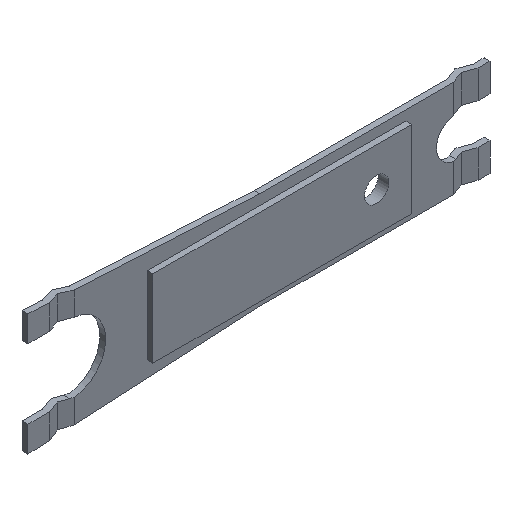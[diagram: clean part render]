
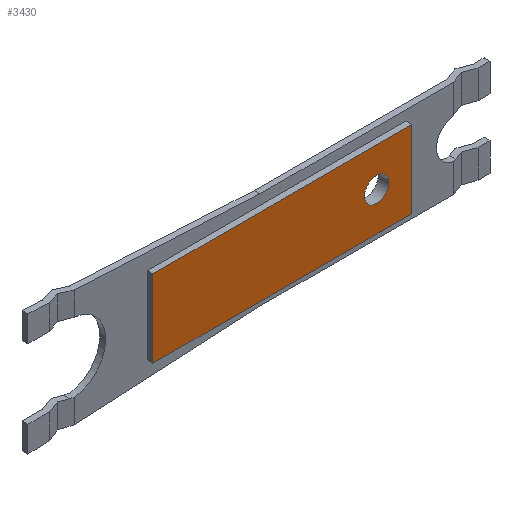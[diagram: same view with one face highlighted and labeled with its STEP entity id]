
A CAD part, isometric view. The second image highlights one B-rep face of the part: STEP entity #3430.
In plain terms, the highlighted planar face has unit normal (0, -1, 0).
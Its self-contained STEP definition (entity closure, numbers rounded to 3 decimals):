
#162 = EDGE_LOOP ( 'NONE', ( #5565, #4999, #6249, #5669 ) ) ;
#473 = VECTOR ( 'NONE', #2143, 1000. ) ;
#544 = EDGE_LOOP ( 'NONE', ( #3343 ) ) ;
#766 = LINE ( 'NONE', #5001, #7316 ) ;
#981 = VECTOR ( 'NONE', #1763, 1000. ) ;
#1033 = LINE ( 'NONE', #1933, #981 ) ;
#1576 = FACE_BOUND ( 'NONE', #544, .T. ) ;
#1688 = VERTEX_POINT ( 'NONE', #2290 ) ;
#1726 = EDGE_CURVE ( 'NONE', #2460, #4160, #2167, .T. ) ;
#1763 = DIRECTION ( 'NONE',  ( -1., 0., 0. ) ) ;
#1933 = CARTESIAN_POINT ( 'NONE',  ( -46., -1.2, 7.95 ) ) ;
#1967 = VECTOR ( 'NONE', #5813, 1000. ) ;
#1980 = LINE ( 'NONE', #5800, #1967 ) ;
#2126 = CARTESIAN_POINT ( 'NONE',  ( 7.2, -1.2, 7.95 ) ) ;
#2143 = DIRECTION ( 'NONE',  ( 0., 0., 1. ) ) ;
#2167 = LINE ( 'NONE', #2126, #473 ) ;
#2287 = VERTEX_POINT ( 'NONE', #5861 ) ;
#2290 = CARTESIAN_POINT ( 'NONE',  ( -46., -1.2, 7.95 ) ) ;
#2438 = CIRCLE ( 'NONE', #8184, 2.5 ) ;
#2460 = VERTEX_POINT ( 'NONE', #3257 ) ;
#3257 = CARTESIAN_POINT ( 'NONE',  ( 7.2, -1.2, -7.95 ) ) ;
#3343 = ORIENTED_EDGE ( 'NONE', *, *, #7400, .T. ) ;
#3430 = ADVANCED_FACE ( 'NONE', ( #1576, #8743 ), #7210, .T. ) ;
#3876 = DIRECTION ( 'NONE',  ( 1., 0., 0. ) ) ;
#4159 = EDGE_CURVE ( 'NONE', #4993, #2460, #766, .T. ) ;
#4160 = VERTEX_POINT ( 'NONE', #4753 ) ;
#4753 = CARTESIAN_POINT ( 'NONE',  ( 7.2, -1.2, 7.95 ) ) ;
#4993 = VERTEX_POINT ( 'NONE', #5732 ) ;
#4999 = ORIENTED_EDGE ( 'NONE', *, *, #4159, .T. ) ;
#5001 = CARTESIAN_POINT ( 'NONE',  ( -46., -1.2, -7.95 ) ) ;
#5565 = ORIENTED_EDGE ( 'NONE', *, *, #7663, .T. ) ;
#5669 = ORIENTED_EDGE ( 'NONE', *, *, #8048, .T. ) ;
#5732 = CARTESIAN_POINT ( 'NONE',  ( -46., -1.2, -7.95 ) ) ;
#5800 = CARTESIAN_POINT ( 'NONE',  ( -46., -1.2, 7.95 ) ) ;
#5813 = DIRECTION ( 'NONE',  ( 0., 0., -1. ) ) ;
#5861 = CARTESIAN_POINT ( 'NONE',  ( 0., -1.2, -2.5 ) ) ;
#6249 = ORIENTED_EDGE ( 'NONE', *, *, #1726, .T. ) ;
#6779 = DIRECTION ( 'NONE',  ( 0., 0., -1. ) ) ;
#6788 = DIRECTION ( 'NONE',  ( 0., 1., 0. ) ) ;
#6797 = CARTESIAN_POINT ( 'NONE',  ( 0., -1.2, 0. ) ) ;
#7181 = DIRECTION ( 'NONE',  ( 0., 0., -1. ) ) ;
#7194 = DIRECTION ( 'NONE',  ( 0., -1., 0. ) ) ;
#7210 = PLANE ( 'NONE',  #7399 ) ;
#7220 = CARTESIAN_POINT ( 'NONE',  ( 0., -1.2, 0. ) ) ;
#7316 = VECTOR ( 'NONE', #3876, 1000. ) ;
#7399 = AXIS2_PLACEMENT_3D ( 'NONE', #7220, #7194, #7181 ) ;
#7400 = EDGE_CURVE ( 'NONE', #2287, #2287, #2438, .T. ) ;
#7663 = EDGE_CURVE ( 'NONE', #1688, #4993, #1980, .T. ) ;
#8048 = EDGE_CURVE ( 'NONE', #4160, #1688, #1033, .T. ) ;
#8184 = AXIS2_PLACEMENT_3D ( 'NONE', #6797, #6788, #6779 ) ;
#8743 = FACE_OUTER_BOUND ( 'NONE', #162, .T. ) ;
